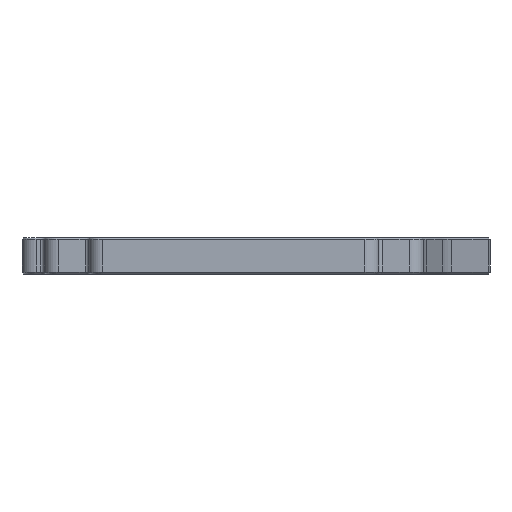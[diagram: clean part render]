
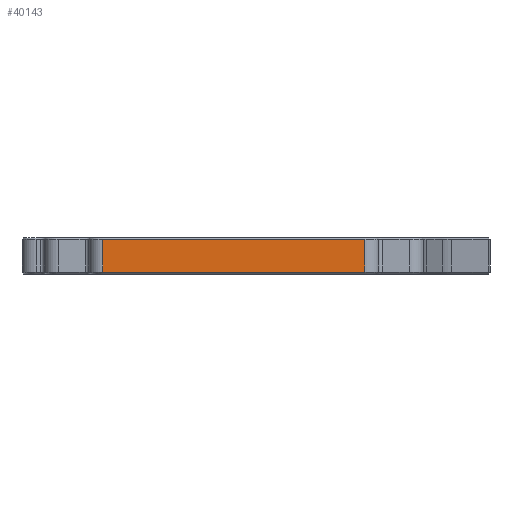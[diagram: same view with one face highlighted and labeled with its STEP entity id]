
A CAD part, left-side view. The second image highlights one B-rep face of the part: STEP entity #40143.
In plain terms, the highlighted planar face has unit normal (-1, 0, 0).
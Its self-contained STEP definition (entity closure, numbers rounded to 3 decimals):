
#38894 = VERTEX_POINT('',#38895);
#38895 = CARTESIAN_POINT('',(-21.5,66.,0.4));
#38919 = VERTEX_POINT('',#38920);
#38920 = CARTESIAN_POINT('',(-21.5,10.,0.4));
#38928 = EDGE_CURVE('',#38919,#38894,#38929,.T.);
#38929 = LINE('',#38930,#38931);
#38930 = CARTESIAN_POINT('',(-21.5,10.,0.4));
#38931 = VECTOR('',#38932,1.);
#38932 = DIRECTION('',(0.,1.,0.));
#40122 = EDGE_CURVE('',#38894,#40123,#40125,.T.);
#40123 = VERTEX_POINT('',#40124);
#40124 = CARTESIAN_POINT('',(-21.5,66.,7.4));
#40125 = LINE('',#40126,#40127);
#40126 = CARTESIAN_POINT('',(-21.5,66.,0.));
#40127 = VECTOR('',#40128,1.);
#40128 = DIRECTION('',(0.,0.,1.));
#40143 = ADVANCED_FACE('',(#40144),#40162,.F.);
#40144 = FACE_BOUND('',#40145,.F.);
#40145 = EDGE_LOOP('',(#40146,#40154,#40155,#40156));
#40146 = ORIENTED_EDGE('',*,*,#40147,.F.);
#40147 = EDGE_CURVE('',#38919,#40148,#40150,.T.);
#40148 = VERTEX_POINT('',#40149);
#40149 = CARTESIAN_POINT('',(-21.5,10.,7.4));
#40150 = LINE('',#40151,#40152);
#40151 = CARTESIAN_POINT('',(-21.5,10.,0.));
#40152 = VECTOR('',#40153,1.);
#40153 = DIRECTION('',(0.,0.,1.));
#40154 = ORIENTED_EDGE('',*,*,#38928,.T.);
#40155 = ORIENTED_EDGE('',*,*,#40122,.T.);
#40156 = ORIENTED_EDGE('',*,*,#40157,.F.);
#40157 = EDGE_CURVE('',#40148,#40123,#40158,.T.);
#40158 = LINE('',#40159,#40160);
#40159 = CARTESIAN_POINT('',(-21.5,10.,7.4));
#40160 = VECTOR('',#40161,1.);
#40161 = DIRECTION('',(0.,1.,0.));
#40162 = PLANE('',#40163);
#40163 = AXIS2_PLACEMENT_3D('',#40164,#40165,#40166);
#40164 = CARTESIAN_POINT('',(-21.5,66.,0.));
#40165 = DIRECTION('',(1.,0.,0.));
#40166 = DIRECTION('',(0.,-1.,0.));
